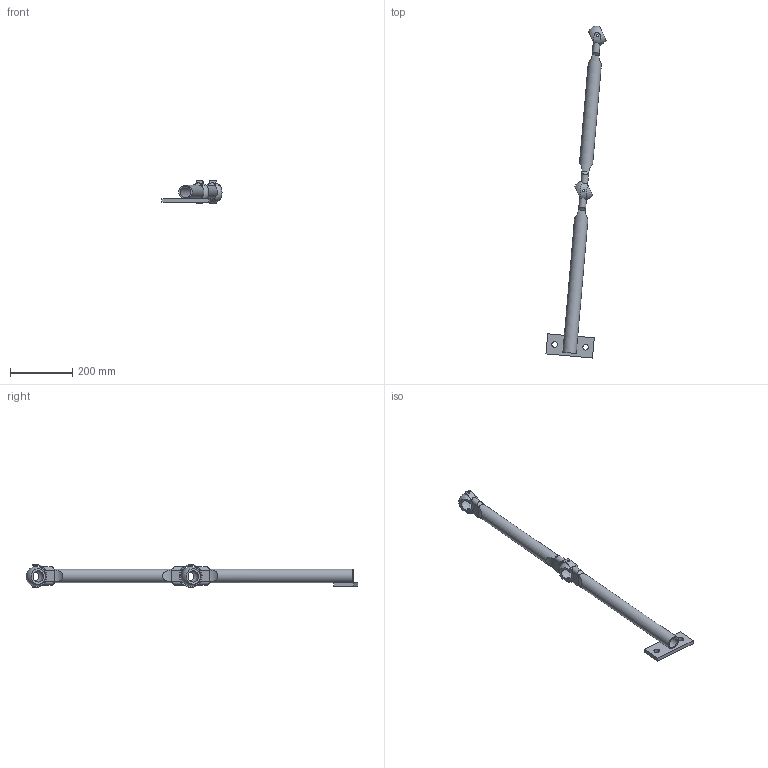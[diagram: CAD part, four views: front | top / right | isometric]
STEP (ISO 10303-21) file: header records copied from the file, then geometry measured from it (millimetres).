
FILE_DESCRIPTION (( 'STEP AP203' ), '1' );
FILE_NAME ('BALUSTER_Ø42,4Ø63Ø33,7_DREJBAR_TYPE_GS2.STEP', '2012-04-12T07:52:57', ( 'JKJ' ), ( '' ), 'SwSTEP 2.0', 'SolidWorks 2011', '' );
FILE_SCHEMA (( 'CONFIG_CONTROL_DESIGN' ));
Length unit declared in the file: millimetre
Products named in the file (8): BALUSTER Ø42,4_Ø33,7_DREJBAR_TYPE GS2; BESLAG FOR OPHÆNG AF GELÆNDER; KUGLESTYR; BESLAG FOR KUGLE HALVBUE; ØVERSTE GELÆNDERSTANG; BESLAG FOR KUGLE; NEDERSTE GELÆNDERSTANG 522,5; BALUSTER_Ø42,4Ø63Ø33,7_DREJBAR_TYPE_GS2
Assembly tree (8 placements, depth 3):
  BALUSTER_Ø42,4Ø63Ø33,7_DREJBAR_TYPE_GS2
    BALUSTER Ø42,4_Ø33,7_DREJBAR_TYPE GS2
      ØVERSTE GELÆNDERSTANG
      BESLAG FOR OPHÆNG AF GELÆNDER
      KUGLESTYR  x2
      BESLAG FOR KUGLE
      NEDERSTE GELÆNDERSTANG 522,5
      BESLAG FOR KUGLE HALVBUE
Bounding box: 192.8 x 1066.55 x 74 mm (x, y, z)
Volume: 1094401.3 mm3; surface area: 248010.5 mm2
Topology: 7 solids, 7 shells, 72 faces, 147 edges, 90 vertices
Faces by surface type: cylinder 34, plane 22, cone 10, sphere 4, bspline 2
Full cylindrical faces by diameter (mm): 6.8 x4, 8 x4, 18 x2, 35 x1, 42.4 x1, 43 x1, 66 x1, 74 x1
Entity records: 4300 total; most frequent: CARTESIAN_POINT 2172, DIRECTION 264, ORIENTED_EDGE 218, AXIS2_PLACEMENT_3D 115, EDGE_CURVE 109, EDGE_LOOP 104, FACE_OUTER_BOUND 81, VERTEX_POINT 73
